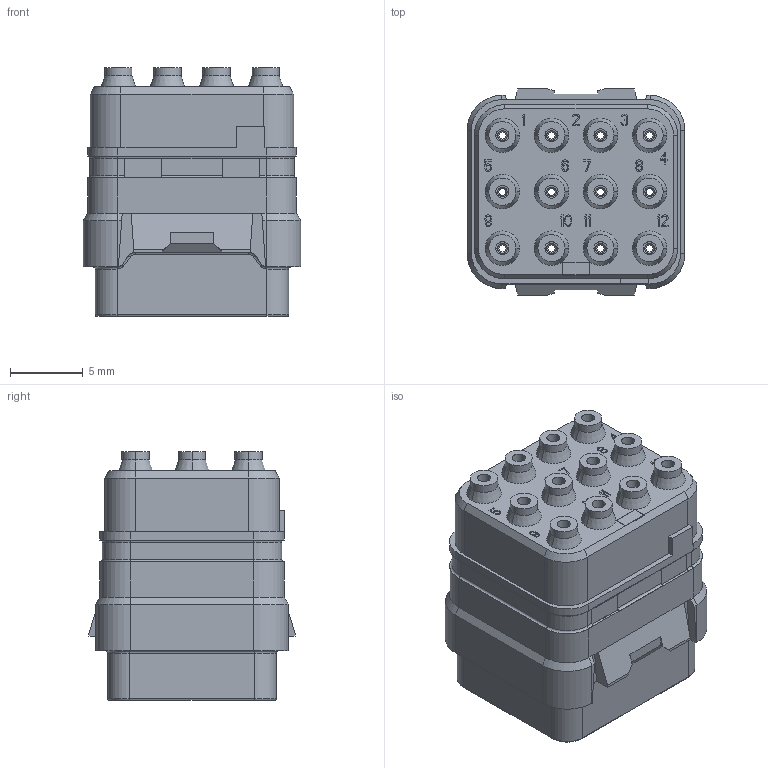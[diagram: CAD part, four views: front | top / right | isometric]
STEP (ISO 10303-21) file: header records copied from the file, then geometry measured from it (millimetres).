
FILE_DESCRIPTION((''),'2;1');
FILE_NAME('SIMM0912PN','2020-02-06T',('presta_be4'),(''),'CREO PARAMETRIC BY PTC INC, 2018360','CREO PARAMETRIC BY PTC INC, 2018360','');
FILE_SCHEMA(('CONFIG_CONTROL_DESIGN'));
Products named in the file (1): SIMM0912PN
Bounding box: 15 x 14.2 x 17.14 mm (x, y, z)
Volume: 1978.9 mm3; surface area: 3425.5 mm2
Topology: 1 solids, 1 shells, 2545 faces, 6591 edges, 4137 vertices
Faces by surface type: plane 1485, cylinder 444, torus 312, cone 300, bspline 4
Entity records: 77809 total; most frequent: CARTESIAN_POINT 14877, ORIENTED_EDGE 13182, DIRECTION 13155, EDGE_CURVE 6591, AXIS2_PLACEMENT_3D 4429, VECTOR 4297, LINE 4297, VERTEX_POINT 4137
